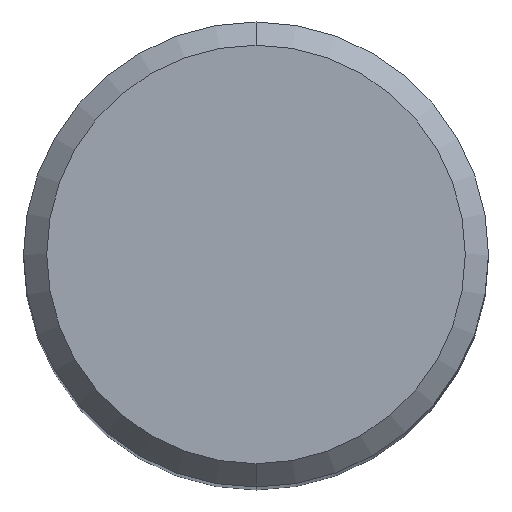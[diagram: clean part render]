
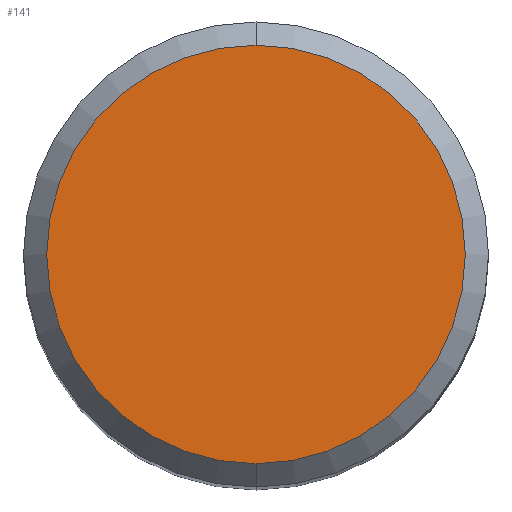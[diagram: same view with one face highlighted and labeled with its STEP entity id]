
A CAD part, top view. The second image highlights one B-rep face of the part: STEP entity #141.
In plain terms, the highlighted planar face has unit normal (0, 0, 1).
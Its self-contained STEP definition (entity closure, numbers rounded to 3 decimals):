
#101=VERTEX_POINT('',#252);
#141=ADVANCED_FACE('',(#299),#300,.T.);
#149=EDGE_CURVE('',#101,#165,#308,.T.);
#165=VERTEX_POINT('',#326);
#211=EDGE_CURVE('',#165,#101,#377,.T.);
#252=CARTESIAN_POINT('',(0.,-4.5,0.0));
#299=FACE_OUTER_BOUND('',#467,.T.);
#300=PLANE('',#468);
#308=CIRCLE('',#480,4.5);
#326=CARTESIAN_POINT('',(0.0,4.5,0.0));
#377=CIRCLE('',#572,4.5);
#467=EDGE_LOOP('',(#671,#672));
#468=AXIS2_PLACEMENT_3D('',#673,#674,#675);
#480=AXIS2_PLACEMENT_3D('',#680,#681,#682);
#572=AXIS2_PLACEMENT_3D('',#768,#769,#770);
#671=ORIENTED_EDGE('',*,*,#211,.F.);
#672=ORIENTED_EDGE('',*,*,#149,.F.);
#673=CARTESIAN_POINT('',(0.0,2.25,0.0));
#674=DIRECTION('',(-0.0,0.0,1.0));
#675=DIRECTION('',(0.0,-1.0,0.0));
#680=CARTESIAN_POINT('',(0.0,0.0,0.0));
#681=DIRECTION('',(0.0,0.0,-1.0));
#682=DIRECTION('',(0.0,1.0,0.0));
#768=CARTESIAN_POINT('',(0.0,0.0,0.0));
#769=DIRECTION('',(0.0,0.0,-1.0));
#770=DIRECTION('',(0.0,1.0,0.0));
